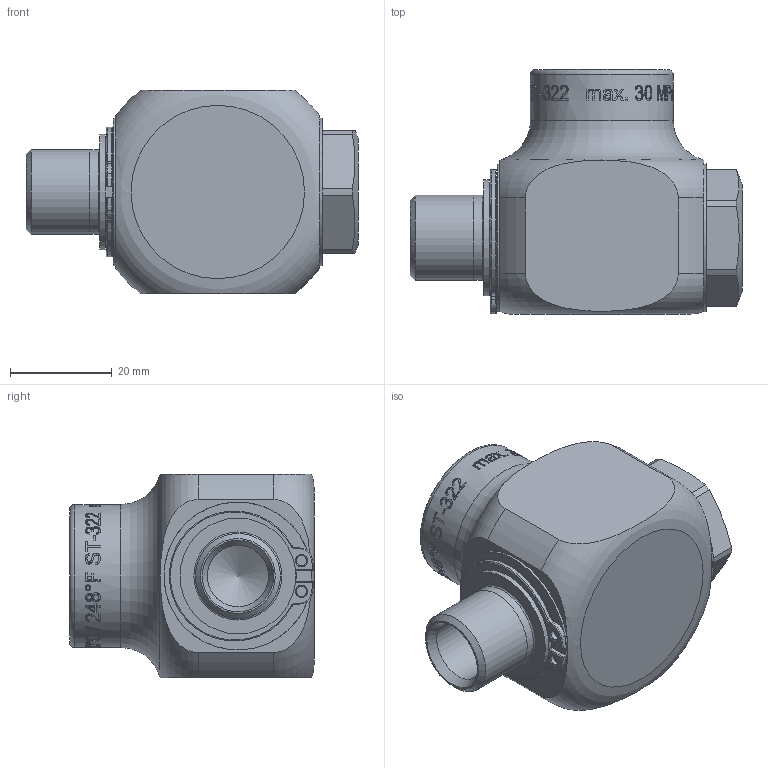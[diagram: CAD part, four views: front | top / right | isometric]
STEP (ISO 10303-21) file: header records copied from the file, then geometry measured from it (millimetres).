
FILE_DESCRIPTION(/* description */ ('Unknown'),/* implementation_level */ '2;1');
FILE_NAME(/* name */ '200322510',/* time_stamp */ '2020-12-04T12:34:50+01:00',/* author */ ('Unknown'),/* organization */ ('Unknown'),/* preprocessor_version */ 'ST-DEVELOPER v16.7',/* originating_system */ 'Solid Edge',/* authorisation */ 'Unknown');
FILE_SCHEMA (('AUTOMOTIVE_DESIGN {1 0 10303 214 3 1 1}'));
Length unit declared in the file: millimetre
Products named in the file (1): Part1
Bounding box: 65.1 x 48 x 40 mm (x, y, z)
Volume: 50392.9 mm3; surface area: 19803.3 mm2
Topology: 1 solids, 1 shells, 413 faces, 994 edges, 646 vertices
Faces by surface type: plane 153, bspline 109, cylinder 107, torus 34, cone 10
Full cylindrical faces by diameter (mm): 2 x2, 9 x2, 12 x1, 13 x1, 16.66 x2, 18 x1, 18.15 x2, 19.13 x2, 20 x2, 21.5 x1, 22.7 x3, 22.8 x2, 22.85 x2, 22.9 x2, 23 x2, 28 x1, 29 x2
Entity records: 21940 total; most frequent: CARTESIAN_POINT 11353, ORIENTED_EDGE 1800, DIRECTION 990, EDGE_CURVE 900, B_SPLINE_CURVE_WITH_KNOTS 680, VERTEX_POINT 623, FACE_BOUND 557, EDGE_LOOP 556
